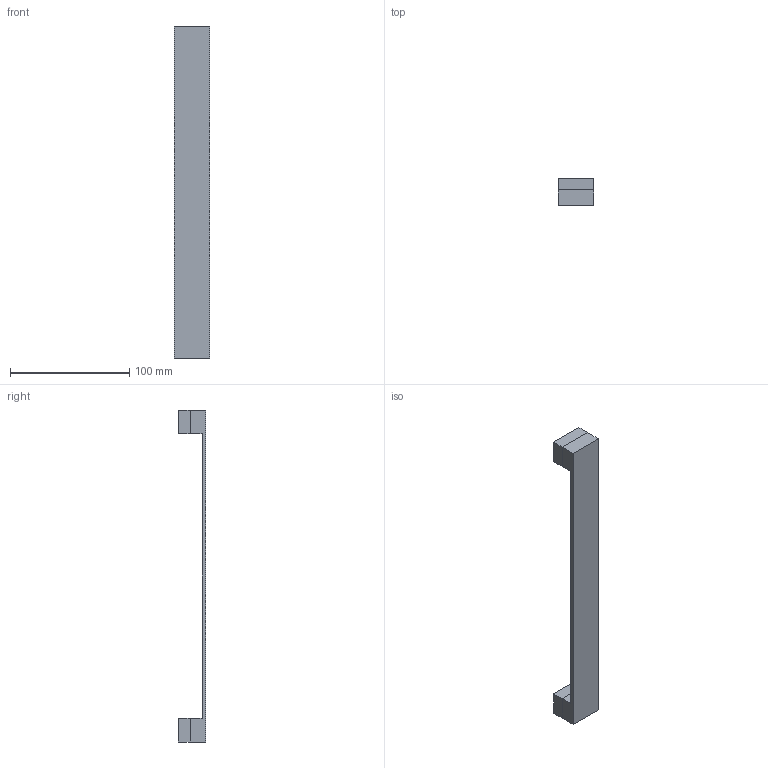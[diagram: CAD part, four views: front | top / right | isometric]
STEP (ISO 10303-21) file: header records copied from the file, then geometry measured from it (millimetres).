
FILE_DESCRIPTION(/* description */ (''),/* implementation_level */ '2;1');
FILE_NAME(/* name */ 'Starlink Mount Half.step',/* time_stamp */ '2026-01-22T21:15:26-05:00',/* author */ (''),/* organization */ (''),/* preprocessor_version */ 'ST-DEVELOPER v20.1',/* originating_system */ 'Autodesk Translation Framework v14.21.0.0',/* authorisation */ '');
FILE_SCHEMA (('AUTOMOTIVE_DESIGN { 1 0 10303 214 3 1 1 }'));
Length unit declared in the file: millimetre
Products named in the file (1): 2026-01-17-17-57-53-155
Bounding box: 30 x 23 x 278.92 mm (x, y, z)
Volume: 43268 mm3; surface area: 25769.7 mm2
Topology: 3 solids, 3 shells, 48 faces, 108 edges, 70 vertices
Faces by surface type: plane 40, cylinder 8
Full cylindrical faces by diameter (mm): 3.3 x4, 4 x4
Entity records: 1367 total; most frequent: CARTESIAN_POINT 227, DIRECTION 222, ORIENTED_EDGE 216, EDGE_CURVE 108, LINE 92, VECTOR 92, VERTEX_POINT 70, AXIS2_PLACEMENT_3D 65
